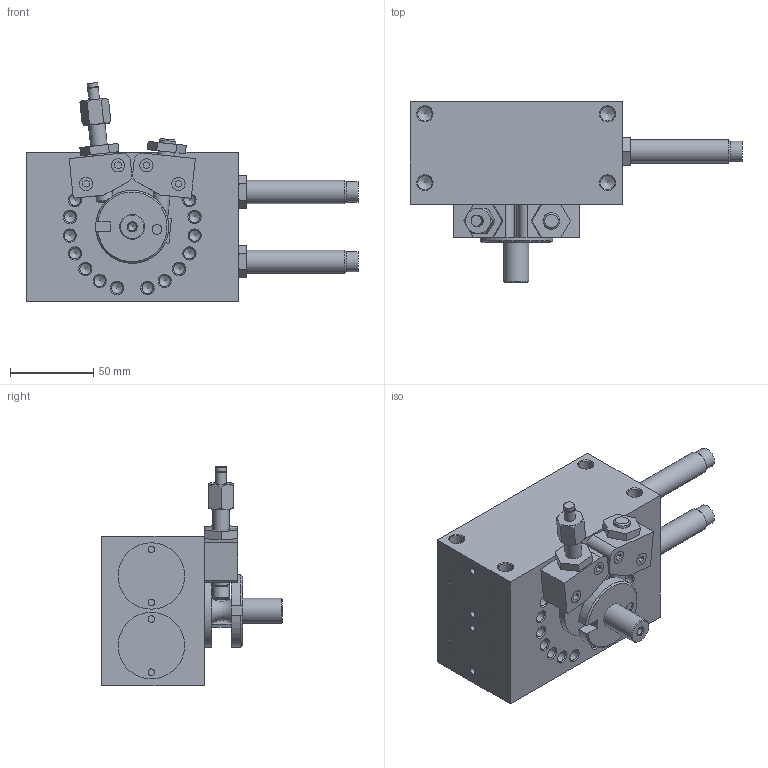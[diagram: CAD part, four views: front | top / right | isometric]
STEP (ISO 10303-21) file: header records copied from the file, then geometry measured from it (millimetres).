
FILE_DESCRIPTION((''),'2;1');
FILE_NAME('MSD-2.stp','2012-10-08T11:54:39',('hartung_david'),(''),'Autodesk Inventor 2012','Autodesk Inventor 2012','');
FILE_SCHEMA(('AUTOMOTIVE_DESIGN { 1 0 10303 214 1 1 1 1 }'));
Length unit declared in the file: millimetre
Products named in the file (3): MSD-2; MSD-2-010; MSD-2-020
Assembly tree (2 placements, depth 2):
  MSD-2
    MSD-2-010
    MSD-2-020
Bounding box: 200 x 109 x 131.94 mm (x, y, z)
Volume: 790653.9 mm3; surface area: 82053.7 mm2
Topology: 2 solids, 8 shells, 337 faces, 766 edges, 475 vertices
Faces by surface type: plane 167, cone 97, cylinder 72, torus 1
Full cylindrical faces by diameter (mm): 4 x4, 4.917 x1, 6 x1, 6.4 x2, 6.647 x24, 7 x1, 8 x4, 8.566 x4, 10 x6, 12.16 x2, 13 x4, 14 x5, 15 x1, 20 x1, 32 x1, 40 x2, 44 x1
Entity records: 8753 total; most frequent: CARTESIAN_POINT 1547, DIRECTION 1437, ORIENTED_EDGE 1210, EDGE_CURVE 605, AXIS2_PLACEMENT_3D 564, EDGE_LOOP 496, VERTEX_POINT 437, STYLED_ITEM 339
